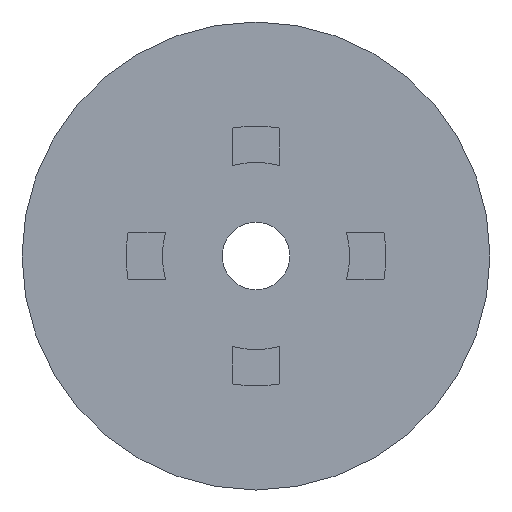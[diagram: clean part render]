
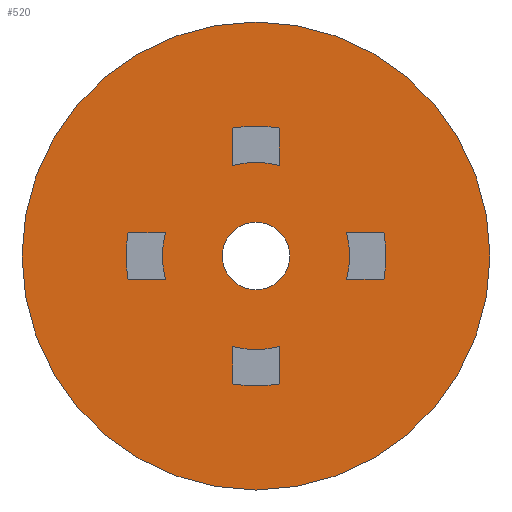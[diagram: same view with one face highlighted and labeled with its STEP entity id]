
A CAD part, front view. The second image highlights one B-rep face of the part: STEP entity #520.
In plain terms, the highlighted planar face has unit normal (0, -1, 0).
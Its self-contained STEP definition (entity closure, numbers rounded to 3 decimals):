
#26=FACE_BOUND('',#110,.T.);
#27=FACE_BOUND('',#111,.T.);
#28=FACE_BOUND('',#112,.T.);
#29=FACE_BOUND('',#113,.T.);
#30=FACE_BOUND('',#114,.T.);
#48=PLANE('',#586);
#78=FACE_OUTER_BOUND('',#109,.T.);
#109=EDGE_LOOP('',(#467));
#110=EDGE_LOOP('',(#468,#469,#470,#471,#472));
#111=EDGE_LOOP('',(#473,#474,#475,#476,#477));
#112=EDGE_LOOP('',(#478,#479,#480,#481,#482));
#113=EDGE_LOOP('',(#483,#484,#485,#486,#487));
#114=EDGE_LOOP('',(#488));
#119=LINE('',#766,#167);
#122=LINE('',#772,#170);
#126=LINE('',#783,#174);
#130=LINE('',#797,#178);
#133=LINE('',#803,#181);
#137=LINE('',#814,#185);
#141=LINE('',#828,#189);
#144=LINE('',#834,#192);
#148=LINE('',#845,#196);
#152=LINE('',#859,#200);
#155=LINE('',#865,#203);
#159=LINE('',#876,#207);
#167=VECTOR('',#615,10.);
#170=VECTOR('',#620,10.);
#174=VECTOR('',#632,10.);
#178=VECTOR('',#646,10.);
#181=VECTOR('',#651,10.);
#185=VECTOR('',#663,10.);
#189=VECTOR('',#677,10.);
#192=VECTOR('',#682,10.);
#196=VECTOR('',#694,10.);
#200=VECTOR('',#708,10.);
#203=VECTOR('',#713,10.);
#207=VECTOR('',#725,10.);
#214=CIRCLE('',#541,9.);
#215=CIRCLE('',#543,5.);
#217=CIRCLE('',#548,3.6);
#219=CIRCLE('',#553,5.);
#221=CIRCLE('',#558,3.6);
#223=CIRCLE('',#563,5.);
#225=CIRCLE('',#568,3.6);
#227=CIRCLE('',#573,5.);
#229=CIRCLE('',#578,3.6);
#232=CIRCLE('',#585,1.3);
#236=VERTEX_POINT('',#752);
#237=VERTEX_POINT('',#756);
#238=VERTEX_POINT('',#757);
#241=VERTEX_POINT('',#765);
#243=VERTEX_POINT('',#771);
#245=VERTEX_POINT('',#777);
#247=VERTEX_POINT('',#787);
#248=VERTEX_POINT('',#788);
#251=VERTEX_POINT('',#796);
#253=VERTEX_POINT('',#802);
#255=VERTEX_POINT('',#808);
#257=VERTEX_POINT('',#818);
#258=VERTEX_POINT('',#819);
#261=VERTEX_POINT('',#827);
#263=VERTEX_POINT('',#833);
#265=VERTEX_POINT('',#839);
#267=VERTEX_POINT('',#849);
#268=VERTEX_POINT('',#850);
#271=VERTEX_POINT('',#858);
#273=VERTEX_POINT('',#864);
#275=VERTEX_POINT('',#870);
#278=VERTEX_POINT('',#884);
#284=EDGE_CURVE('',#236,#236,#214,.F.);
#285=EDGE_CURVE('',#237,#238,#215,.T.);
#289=EDGE_CURVE('',#238,#241,#119,.T.);
#292=EDGE_CURVE('',#241,#243,#122,.T.);
#295=EDGE_CURVE('',#243,#245,#217,.T.);
#298=EDGE_CURVE('',#245,#237,#126,.T.);
#300=EDGE_CURVE('',#247,#248,#219,.T.);
#304=EDGE_CURVE('',#248,#251,#130,.T.);
#307=EDGE_CURVE('',#251,#253,#133,.T.);
#310=EDGE_CURVE('',#253,#255,#221,.T.);
#313=EDGE_CURVE('',#255,#247,#137,.T.);
#315=EDGE_CURVE('',#257,#258,#223,.T.);
#319=EDGE_CURVE('',#258,#261,#141,.T.);
#322=EDGE_CURVE('',#261,#263,#144,.T.);
#325=EDGE_CURVE('',#263,#265,#225,.T.);
#328=EDGE_CURVE('',#265,#257,#148,.T.);
#330=EDGE_CURVE('',#267,#268,#227,.T.);
#334=EDGE_CURVE('',#268,#271,#152,.T.);
#337=EDGE_CURVE('',#271,#273,#155,.T.);
#340=EDGE_CURVE('',#273,#275,#229,.T.);
#343=EDGE_CURVE('',#275,#267,#159,.T.);
#348=EDGE_CURVE('',#278,#278,#232,.T.);
#467=ORIENTED_EDGE('',*,*,#284,.F.);
#468=ORIENTED_EDGE('',*,*,#285,.T.);
#469=ORIENTED_EDGE('',*,*,#289,.T.);
#470=ORIENTED_EDGE('',*,*,#292,.T.);
#471=ORIENTED_EDGE('',*,*,#295,.T.);
#472=ORIENTED_EDGE('',*,*,#298,.T.);
#473=ORIENTED_EDGE('',*,*,#300,.T.);
#474=ORIENTED_EDGE('',*,*,#304,.T.);
#475=ORIENTED_EDGE('',*,*,#307,.T.);
#476=ORIENTED_EDGE('',*,*,#310,.T.);
#477=ORIENTED_EDGE('',*,*,#313,.T.);
#478=ORIENTED_EDGE('',*,*,#315,.T.);
#479=ORIENTED_EDGE('',*,*,#319,.T.);
#480=ORIENTED_EDGE('',*,*,#322,.T.);
#481=ORIENTED_EDGE('',*,*,#325,.T.);
#482=ORIENTED_EDGE('',*,*,#328,.T.);
#483=ORIENTED_EDGE('',*,*,#330,.T.);
#484=ORIENTED_EDGE('',*,*,#334,.T.);
#485=ORIENTED_EDGE('',*,*,#337,.T.);
#486=ORIENTED_EDGE('',*,*,#340,.T.);
#487=ORIENTED_EDGE('',*,*,#343,.T.);
#488=ORIENTED_EDGE('',*,*,#348,.T.);
#520=ADVANCED_FACE('',(#78,#26,#27,#28,#29,#30),#48,.F.);
#541=AXIS2_PLACEMENT_3D('',#754,#603,#604);
#543=AXIS2_PLACEMENT_3D('',#758,#607,#608);
#548=AXIS2_PLACEMENT_3D('',#778,#625,#626);
#553=AXIS2_PLACEMENT_3D('',#789,#638,#639);
#558=AXIS2_PLACEMENT_3D('',#809,#656,#657);
#563=AXIS2_PLACEMENT_3D('',#820,#669,#670);
#568=AXIS2_PLACEMENT_3D('',#840,#687,#688);
#573=AXIS2_PLACEMENT_3D('',#851,#700,#701);
#578=AXIS2_PLACEMENT_3D('',#871,#718,#719);
#585=AXIS2_PLACEMENT_3D('',#886,#737,#738);
#586=AXIS2_PLACEMENT_3D('',#887,#739,#740);
#603=DIRECTION('center_axis',(0.,-1.,0.));
#604=DIRECTION('ref_axis',(-1.,0.,0.));
#607=DIRECTION('center_axis',(0.,1.,0.));
#608=DIRECTION('ref_axis',(1.,0.,0.));
#615=DIRECTION('',(0.,0.,-1.));
#620=DIRECTION('',(0.,0.,-1.));
#625=DIRECTION('center_axis',(0.,-1.,0.));
#626=DIRECTION('ref_axis',(-0.25,0.,0.968));
#632=DIRECTION('',(0.,0.,1.));
#638=DIRECTION('center_axis',(0.,1.,0.));
#639=DIRECTION('ref_axis',(0.,0.,-1.));
#646=DIRECTION('',(-1.,0.,0.));
#651=DIRECTION('',(-1.,0.,0.));
#656=DIRECTION('center_axis',(0.,-1.,0.));
#657=DIRECTION('ref_axis',(0.968,0.,0.25));
#663=DIRECTION('',(1.,0.,0.));
#669=DIRECTION('center_axis',(0.,1.,0.));
#670=DIRECTION('ref_axis',(-1.,0.,0.));
#677=DIRECTION('',(0.,0.,1.));
#682=DIRECTION('',(0.,0.,1.));
#687=DIRECTION('center_axis',(0.,-1.,0.));
#688=DIRECTION('ref_axis',(0.25,0.,-0.968));
#694=DIRECTION('',(0.,0.,-1.));
#700=DIRECTION('center_axis',(0.,1.,0.));
#701=DIRECTION('ref_axis',(0.,0.,
1.));
#708=DIRECTION('',(1.,0.,0.));
#713=DIRECTION('',(1.,0.,0.));
#718=DIRECTION('center_axis',(0.,-1.,0.));
#719=DIRECTION('ref_axis',(-0.968,0.,-0.25));
#725=DIRECTION('',(-1.,0.,0.));
#737=DIRECTION('center_axis',(0.,1.,0.));
#738=DIRECTION('ref_axis',(-1.,0.,0.));
#739=DIRECTION('center_axis',(0.,1.,0.));
#740=DIRECTION('ref_axis',(-1.,0.,0.));
#752=CARTESIAN_POINT('',(-43.65,48.391,16.42));
#754=CARTESIAN_POINT('Origin',(-52.65,48.391,16.42));
#756=CARTESIAN_POINT('',(-53.55,48.391,21.338));
#757=CARTESIAN_POINT('',(-51.75,48.391,21.338));
#758=CARTESIAN_POINT('Origin',(-52.65,48.391,16.42));
#765=CARTESIAN_POINT('',(-51.75,48.391,21.319));
#766=CARTESIAN_POINT('',(-51.75,48.391,18.87));
#771=CARTESIAN_POINT('',(-51.75,48.391,19.906));
#772=CARTESIAN_POINT('',(-51.75,48.391,18.163));
#777=CARTESIAN_POINT('',(-53.55,48.391,19.906));
#778=CARTESIAN_POINT('Origin',(-52.65,48.391,16.42));
#783=CARTESIAN_POINT('',(-53.55,48.391,18.879));
#787=CARTESIAN_POINT('',(-47.731,48.391,17.32));
#788=CARTESIAN_POINT('',(-47.731,48.391,15.52));
#789=CARTESIAN_POINT('Origin',(-52.65,48.391,16.42));
#796=CARTESIAN_POINT('',(-47.751,48.391,15.52));
#797=CARTESIAN_POINT('',(-50.2,48.391,15.52));
#802=CARTESIAN_POINT('',(-49.164,48.391,15.52));
#803=CARTESIAN_POINT('',(-50.907,48.391,15.52));
#808=CARTESIAN_POINT('',(-49.164,48.391,17.32));
#809=CARTESIAN_POINT('Origin',(-52.65,48.391,16.42));
#814=CARTESIAN_POINT('',(-50.19,48.391,17.32));
#818=CARTESIAN_POINT('',(-51.75,48.391,11.502));
#819=CARTESIAN_POINT('',(-53.55,48.391,11.502));
#820=CARTESIAN_POINT('Origin',(-52.65,48.391,16.42));
#827=CARTESIAN_POINT('',(-53.55,48.391,11.521));
#828=CARTESIAN_POINT('',(-53.55,48.391,13.971));
#833=CARTESIAN_POINT('',(-53.55,48.391,12.934));
#834=CARTESIAN_POINT('',(-53.55,48.391,14.677));
#839=CARTESIAN_POINT('',(-51.75,48.391,12.934));
#840=CARTESIAN_POINT('Origin',(-52.65,48.391,16.42));
#845=CARTESIAN_POINT('',(-51.75,48.391,13.961));
#849=CARTESIAN_POINT('',(-57.568,48.391,15.52));
#850=CARTESIAN_POINT('',(-57.568,48.391,17.32));
#851=CARTESIAN_POINT('Origin',(-52.65,48.391,16.42));
#858=CARTESIAN_POINT('',(-57.549,48.391,17.32));
#859=CARTESIAN_POINT('',(-55.099,48.391,17.32));
#864=CARTESIAN_POINT('',(-56.135,48.391,17.32));
#865=CARTESIAN_POINT('',(-54.392,48.391,17.32));
#870=CARTESIAN_POINT('',(-56.135,48.391,15.52));
#871=CARTESIAN_POINT('Origin',(-52.65,48.391,16.42));
#876=CARTESIAN_POINT('',(-55.109,48.391,15.52));
#884=CARTESIAN_POINT('',(-51.35,48.391,16.42));
#886=CARTESIAN_POINT('Origin',(-52.65,48.391,16.42));
#887=CARTESIAN_POINT('Origin',(-52.65,48.391,16.42));
